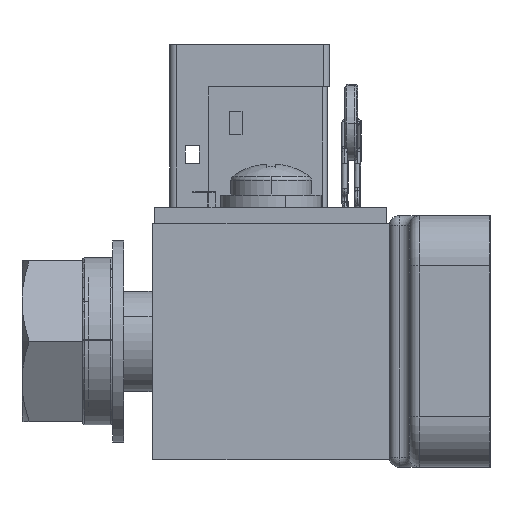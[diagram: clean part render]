
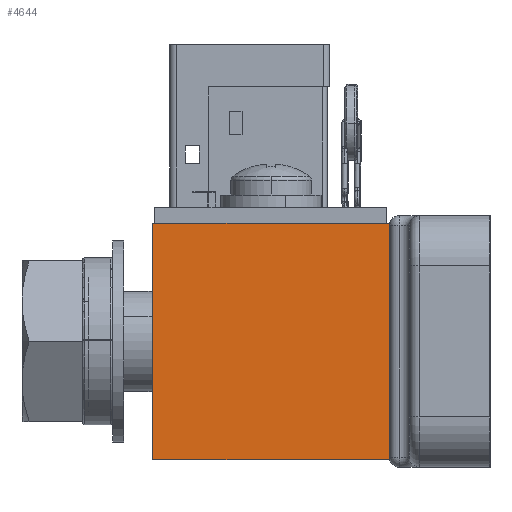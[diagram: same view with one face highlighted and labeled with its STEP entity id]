
A CAD part, left-side view. The second image highlights one B-rep face of the part: STEP entity #4644.
In plain terms, the highlighted planar face has unit normal (-1, 0, 0).
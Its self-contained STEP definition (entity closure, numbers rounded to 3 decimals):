
#90 = LINE ( 'NONE', #21356, #6204 ) ;
#882 = VERTEX_POINT ( 'NONE', #19611 ) ;
#1487 = FACE_OUTER_BOUND ( 'NONE', #16134, .T. ) ;
#1718 = CARTESIAN_POINT ( 'NONE',  ( -39.5, 10., -11.75 ) ) ;
#2444 = ORIENTED_EDGE ( 'NONE', *, *, #15010, .T. ) ;
#2569 = VECTOR ( 'NONE', #21385, 1000. ) ;
#3620 = CARTESIAN_POINT ( 'NONE',  ( -39.5, 33.5, 11.75 ) ) ;
#3808 = DIRECTION ( 'NONE',  ( 0., 0., 1. ) ) ;
#4644 = ADVANCED_FACE ( 'NONE', ( #1487 ), #23389, .F. ) ;
#5206 = EDGE_CURVE ( 'NONE', #20637, #882, #10906, .T. ) ;
#5431 = ORIENTED_EDGE ( 'NONE', *, *, #20092, .T. ) ;
#6204 = VECTOR ( 'NONE', #3808, 1000. ) ;
#6969 = DIRECTION ( 'NONE',  ( 0., 0., 1. ) ) ;
#7943 = CARTESIAN_POINT ( 'NONE',  ( -39.5, 33.5, -11.75 ) ) ;
#10906 = LINE ( 'NONE', #22683, #18143 ) ;
#12740 = VERTEX_POINT ( 'NONE', #23701 ) ;
#13032 = EDGE_CURVE ( 'NONE', #18334, #20637, #90, .T. ) ;
#13402 = DIRECTION ( 'NONE',  ( 0., 0., -1. ) ) ;
#13575 = LINE ( 'NONE', #7943, #2569 ) ;
#13664 = DIRECTION ( 'NONE',  ( 1., 0., 0. ) ) ;
#15010 = EDGE_CURVE ( 'NONE', #18334, #12740, #13575, .T. ) ;
#15922 = CARTESIAN_POINT ( 'NONE',  ( -39.5, 33.5, -11.75 ) ) ;
#16025 = ORIENTED_EDGE ( 'NONE', *, *, #13032, .F. ) ;
#16134 = EDGE_LOOP ( 'NONE', ( #5431, #25318, #16025, #2444 ) ) ;
#16878 = AXIS2_PLACEMENT_3D ( 'NONE', #25196, #13664, #13402 ) ;
#18143 = VECTOR ( 'NONE', #24370, 1000. ) ;
#18334 = VERTEX_POINT ( 'NONE', #15922 ) ;
#19274 = LINE ( 'NONE', #1718, #20998 ) ;
#19611 = CARTESIAN_POINT ( 'NONE',  ( -39.5, 10., 11.75 ) ) ;
#20092 = EDGE_CURVE ( 'NONE', #12740, #882, #19274, .T. ) ;
#20637 = VERTEX_POINT ( 'NONE', #3620 ) ;
#20998 = VECTOR ( 'NONE', #6969, 1000. ) ;
#21356 = CARTESIAN_POINT ( 'NONE',  ( -39.5, 33.5, -11.75 ) ) ;
#21385 = DIRECTION ( 'NONE',  ( 0., -1., 0. ) ) ;
#22683 = CARTESIAN_POINT ( 'NONE',  ( -39.5, 33.5, 11.75 ) ) ;
#23389 = PLANE ( 'NONE',  #16878 ) ;
#23701 = CARTESIAN_POINT ( 'NONE',  ( -39.5, 10., -11.75 ) ) ;
#24370 = DIRECTION ( 'NONE',  ( 0., -1., 0. ) ) ;
#25196 = CARTESIAN_POINT ( 'NONE',  ( -39.5, 33.5, -11.75 ) ) ;
#25318 = ORIENTED_EDGE ( 'NONE', *, *, #5206, .F. ) ;
